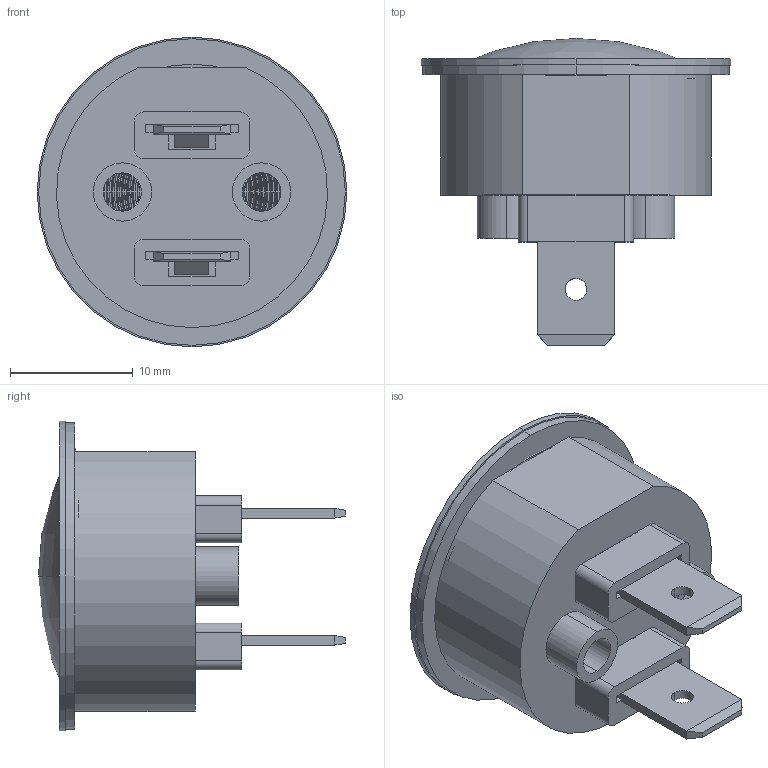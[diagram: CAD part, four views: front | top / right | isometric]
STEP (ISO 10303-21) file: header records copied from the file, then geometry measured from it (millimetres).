
FILE_DESCRIPTION (( 'STEP AP214' ), '1' );
FILE_NAME ('2620Q_2622Q_Series.STEP', '2019-05-13T17:14:49', ( 'user' ), ( 'Microsoft' ), 'SwSTEP 2.0', 'SolidWorks 2018', '' );
FILE_SCHEMA (( 'AUTOMOTIVE_DESIGN' ));
Length unit declared in the file: inch
Products named in the file (4): D31233-xx -C11911; 2620Q_2622Q_Series; MT3478T; E35062-A
Assembly tree (4 placements, depth 2):
  2620Q_2622Q_Series
    D31233-xx -C11911
    E35062-A
    MT3478T  x2
Bounding box: 25.25 x 25.03 x 25.25 mm (x, y, z)
Volume: 2348.9 mm3; surface area: 4807.9 mm2
Topology: 6 solids, 6 shells, 313 faces, 728 edges, 470 vertices
Faces by surface type: plane 165, cone 84, cylinder 47, torus 12, sphere 5
Entity records: 8151 total; most frequent: DIRECTION 1466, CARTESIAN_POINT 1423, ORIENTED_EDGE 1270, EDGE_CURVE 635, AXIS2_PLACEMENT_3D 563, VERTEX_POINT 410, LINE 340, VECTOR 340
